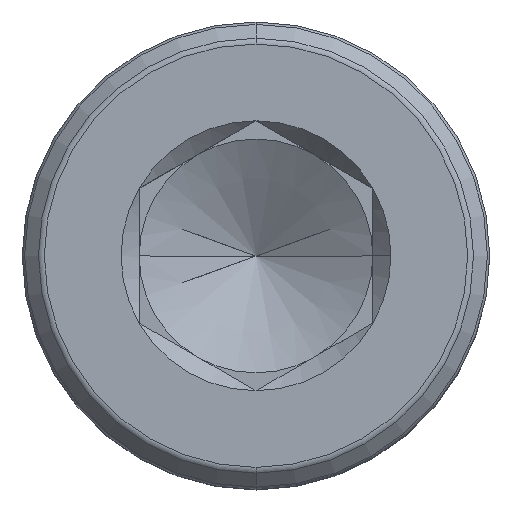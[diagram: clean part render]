
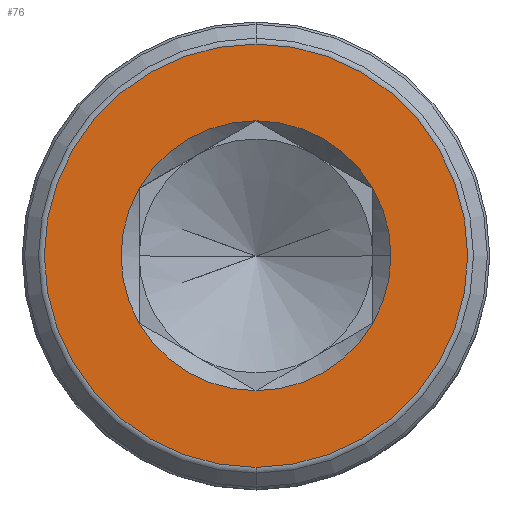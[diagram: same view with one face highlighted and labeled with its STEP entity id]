
A CAD part, top view. The second image highlights one B-rep face of the part: STEP entity #76.
In plain terms, the highlighted planar face has unit normal (0, 0, 1).
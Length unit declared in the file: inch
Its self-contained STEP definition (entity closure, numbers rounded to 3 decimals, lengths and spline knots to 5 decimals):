
#47 = EDGE_CURVE ( 'NONE', #305, #317, #761, .T. ) ;
#76 = ADVANCED_FACE ( 'NONE', ( #532, #88 ), #478, .F. ) ;
#77 = DIRECTION ( 'NONE',  ( 1., 0., 0. ) ) ;
#84 = AXIS2_PLACEMENT_3D ( 'NONE', #756, #233, #321 ) ;
#88 = FACE_OUTER_BOUND ( 'NONE', #1098, .T. ) ;
#149 = DIRECTION ( 'NONE',  ( 0., 0., 1. ) ) ;
#152 = CARTESIAN_POINT ( 'NONE',  ( 0., 0.10825, 1.375 ) ) ;
#158 = VERTEX_POINT ( 'NONE', #216 ) ;
#164 = CARTESIAN_POINT ( 'NONE',  ( -0.09375, 0.05413, 1.375 ) ) ;
#196 = VERTEX_POINT ( 'NONE', #829 ) ;
#212 = DIRECTION ( 'NONE',  ( 0., 0., -1. ) ) ;
#216 = CARTESIAN_POINT ( 'NONE',  ( 0., 0.16978, 1.375 ) ) ;
#233 = DIRECTION ( 'NONE',  ( 0., 0., 1. ) ) ;
#281 = EDGE_CURVE ( 'NONE', #158, #603, #363, .T. ) ;
#282 = CARTESIAN_POINT ( 'NONE',  ( 0., -0.16978, 1.375 ) ) ;
#296 = DIRECTION ( 'NONE',  ( 0., 0., 1. ) ) ;
#301 = EDGE_CURVE ( 'NONE', #196, #709, #607, .T. ) ;
#303 = AXIS2_PLACEMENT_3D ( 'NONE', #376, #212, #823 ) ;
#305 = VERTEX_POINT ( 'NONE', #767 ) ;
#310 = CIRCLE ( 'NONE', #84, 0.10825 ) ;
#312 = AXIS2_PLACEMENT_3D ( 'NONE', #698, #792, #549 ) ;
#314 = EDGE_CURVE ( 'NONE', #453, #822, #310, .T. ) ;
#317 = VERTEX_POINT ( 'NONE', #1107 ) ;
#321 = DIRECTION ( 'NONE',  ( 1., 0., 0. ) ) ;
#329 = CARTESIAN_POINT ( 'NONE',  ( 0., -0.10825, 1.375 ) ) ;
#330 = CIRCLE ( 'NONE', #820, 0.10825 ) ;
#344 = CARTESIAN_POINT ( 'NONE',  ( 0., 0., 1.375 ) ) ;
#348 = AXIS2_PLACEMENT_3D ( 'NONE', #344, #943, #599 ) ;
#353 = DIRECTION ( 'NONE',  ( 1., 0., 0. ) ) ;
#358 = DIRECTION ( 'NONE',  ( 0., 0., 1. ) ) ;
#363 = CIRCLE ( 'NONE', #1017, 0.16978 ) ;
#372 = CARTESIAN_POINT ( 'NONE',  ( 0., 0., 1.375 ) ) ;
#373 = ORIENTED_EDGE ( 'NONE', *, *, #47, .F. ) ;
#376 = CARTESIAN_POINT ( 'NONE',  ( 0., 0.16978, 1.375 ) ) ;
#384 = DIRECTION ( 'NONE',  ( 1., 0., 0. ) ) ;
#407 = ORIENTED_EDGE ( 'NONE', *, *, #491, .F. ) ;
#418 = DIRECTION ( 'NONE',  ( 0., 0., 1. ) ) ;
#436 = ORIENTED_EDGE ( 'NONE', *, *, #301, .F. ) ;
#453 = VERTEX_POINT ( 'NONE', #164 ) ;
#478 = PLANE ( 'NONE',  #303 ) ;
#491 = EDGE_CURVE ( 'NONE', #317, #196, #584, .T. ) ;
#500 = AXIS2_PLACEMENT_3D ( 'NONE', #841, #149, #675 ) ;
#507 = EDGE_LOOP ( 'NONE', ( #963, #436, #407, #373, #1016, #979, #602 ) ) ;
#532 = FACE_BOUND ( 'NONE', #507, .T. ) ;
#536 = ORIENTED_EDGE ( 'NONE', *, *, #281, .T. ) ;
#547 = DIRECTION ( 'NONE',  ( 1., 0., 0. ) ) ;
#549 = DIRECTION ( 'NONE',  ( 0., -1., 0. ) ) ;
#565 = CARTESIAN_POINT ( 'NONE',  ( 0., 0., 1.375 ) ) ;
#574 = CIRCLE ( 'NONE', #312, 0.16978 ) ;
#584 = CIRCLE ( 'NONE', #706, 0.10825 ) ;
#585 = AXIS2_PLACEMENT_3D ( 'NONE', #868, #873, #353 ) ;
#596 = EDGE_CURVE ( 'NONE', #709, #453, #1101, .T. ) ;
#599 = DIRECTION ( 'NONE',  ( 1., 0., 0. ) ) ;
#600 = ORIENTED_EDGE ( 'NONE', *, *, #606, .T. ) ;
#602 = ORIENTED_EDGE ( 'NONE', *, *, #314, .F. ) ;
#603 = VERTEX_POINT ( 'NONE', #282 ) ;
#606 = EDGE_CURVE ( 'NONE', #603, #158, #574, .T. ) ;
#607 = CIRCLE ( 'NONE', #500, 0.10825 ) ;
#635 = EDGE_CURVE ( 'NONE', #691, #305, #330, .T. ) ;
#669 = CIRCLE ( 'NONE', #348, 0.10825 ) ;
#670 = CARTESIAN_POINT ( 'NONE',  ( 0., 0., 1.375 ) ) ;
#675 = DIRECTION ( 'NONE',  ( 1., 0., 0. ) ) ;
#691 = VERTEX_POINT ( 'NONE', #329 ) ;
#698 = CARTESIAN_POINT ( 'NONE',  ( 0., 0., 1.375 ) ) ;
#706 = AXIS2_PLACEMENT_3D ( 'NONE', #372, #358, #547 ) ;
#707 = CARTESIAN_POINT ( 'NONE',  ( -0.09375, -0.05413, 1.375 ) ) ;
#709 = VERTEX_POINT ( 'NONE', #152 ) ;
#750 = EDGE_CURVE ( 'NONE', #822, #691, #669, .T. ) ;
#756 = CARTESIAN_POINT ( 'NONE',  ( 0., 0., 1.375 ) ) ;
#760 = CARTESIAN_POINT ( 'NONE',  ( 0., 0., 1.375 ) ) ;
#761 = CIRCLE ( 'NONE', #1072, 0.10825 ) ;
#767 = CARTESIAN_POINT ( 'NONE',  ( 0.09375, -0.05413, 1.375 ) ) ;
#792 = DIRECTION ( 'NONE',  ( 0., 0., 1. ) ) ;
#820 = AXIS2_PLACEMENT_3D ( 'NONE', #670, #844, #77 ) ;
#822 = VERTEX_POINT ( 'NONE', #707 ) ;
#823 = DIRECTION ( 'NONE',  ( 0., 1., 0. ) ) ;
#829 = CARTESIAN_POINT ( 'NONE',  ( 0.09375, 0.05413, 1.375 ) ) ;
#841 = CARTESIAN_POINT ( 'NONE',  ( 0., 0., 1.375 ) ) ;
#844 = DIRECTION ( 'NONE',  ( 0., 0., 1. ) ) ;
#868 = CARTESIAN_POINT ( 'NONE',  ( 0., 0., 1.375 ) ) ;
#873 = DIRECTION ( 'NONE',  ( 0., 0., 1. ) ) ;
#943 = DIRECTION ( 'NONE',  ( 0., 0., 1. ) ) ;
#963 = ORIENTED_EDGE ( 'NONE', *, *, #596, .F. ) ;
#979 = ORIENTED_EDGE ( 'NONE', *, *, #750, .F. ) ;
#1016 = ORIENTED_EDGE ( 'NONE', *, *, #635, .F. ) ;
#1017 = AXIS2_PLACEMENT_3D ( 'NONE', #760, #418, #1019 ) ;
#1019 = DIRECTION ( 'NONE',  ( 0., -1., 0. ) ) ;
#1072 = AXIS2_PLACEMENT_3D ( 'NONE', #565, #296, #384 ) ;
#1098 = EDGE_LOOP ( 'NONE', ( #600, #536 ) ) ;
#1101 = CIRCLE ( 'NONE', #585, 0.10825 ) ;
#1107 = CARTESIAN_POINT ( 'NONE',  ( 0.10825, 0., 1.375 ) ) ;
